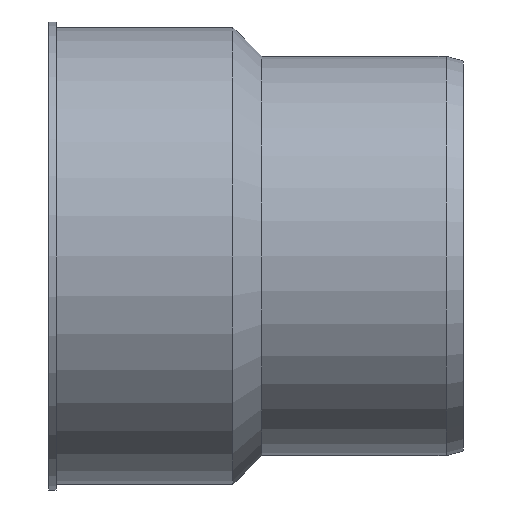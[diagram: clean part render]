
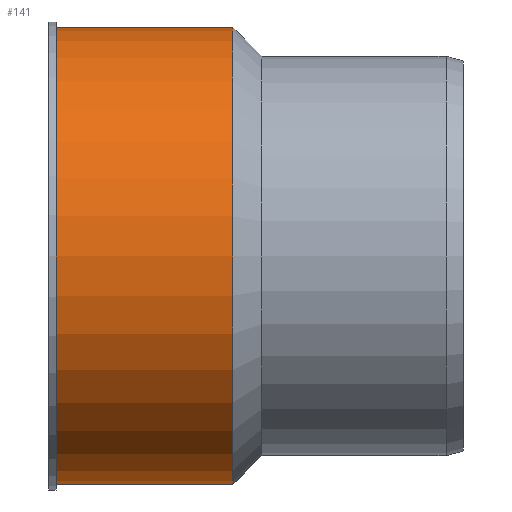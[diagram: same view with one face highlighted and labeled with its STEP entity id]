
A CAD part, left-side view. The second image highlights one B-rep face of the part: STEP entity #141.
In plain terms, the highlighted cylindrical face has radius 91.6 mm (diameter 183.2 mm), a full revolution.
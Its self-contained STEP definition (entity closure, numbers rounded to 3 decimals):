
#20=CYLINDRICAL_SURFACE('',#162,91.6);
#29=FACE_BOUND('',#60,.T.);
#41=FACE_OUTER_BOUND('',#59,.T.);
#59=EDGE_LOOP('',(#119));
#60=EDGE_LOOP('',(#120));
#77=CIRCLE('',#161,91.6);
#78=CIRCLE('',#163,91.6);
#89=VERTEX_POINT('',#242);
#90=VERTEX_POINT('',#245);
#101=EDGE_CURVE('',#89,#89,#77,.T.);
#102=EDGE_CURVE('',#90,#90,#78,.T.);
#119=ORIENTED_EDGE('',*,*,#102,.F.);
#120=ORIENTED_EDGE('',*,*,#101,.T.);
#141=ADVANCED_FACE('',(#41,#29),#20,.T.);
#161=AXIS2_PLACEMENT_3D('',#243,#199,#200);
#162=AXIS2_PLACEMENT_3D('',#244,#201,#202);
#163=AXIS2_PLACEMENT_3D('',#246,#203,#204);
#199=DIRECTION('center_axis',(0.,-1.,0.));
#200=DIRECTION('ref_axis',(1.,0.,0.));
#201=DIRECTION('center_axis',(0.,-1.,0.));
#202=DIRECTION('ref_axis',(1.,0.,0.));
#203=DIRECTION('center_axis',(0.,-1.,0.));
#204=DIRECTION('ref_axis',(1.,0.,0.));
#242=CARTESIAN_POINT('',(91.6,163.5,0.));
#243=CARTESIAN_POINT('Origin',(0.,163.5,0.));
#244=CARTESIAN_POINT('Origin',(0.,128.,0.));
#245=CARTESIAN_POINT('',(91.6,92.5,0.));
#246=CARTESIAN_POINT('Origin',(0.,92.5,0.));
